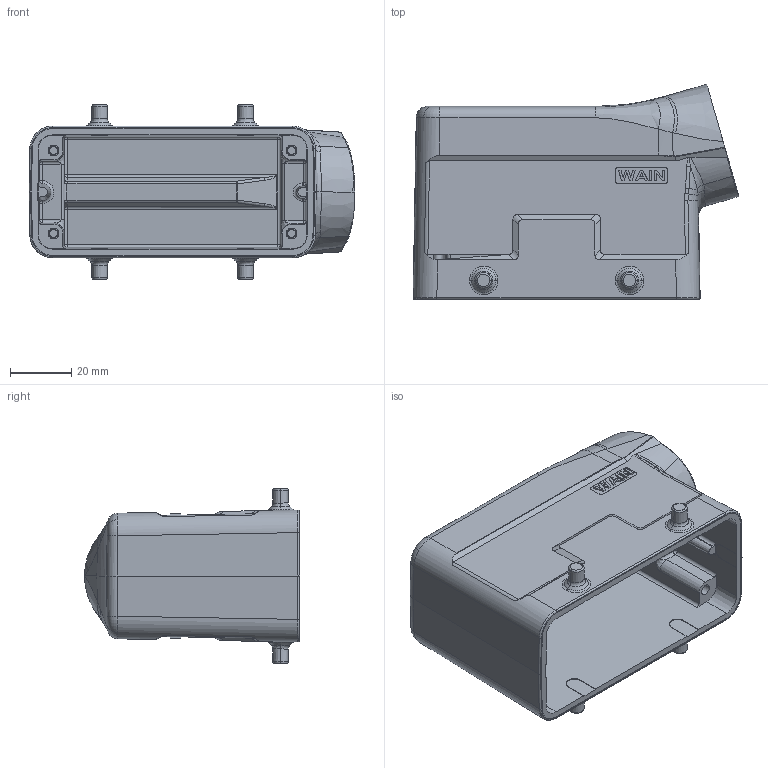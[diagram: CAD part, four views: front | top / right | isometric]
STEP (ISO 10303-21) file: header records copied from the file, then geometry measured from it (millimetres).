
FILE_DESCRIPTION((''),'2;1');
FILE_NAME('3D_1111165301001_W16B-SE-4B-M25','2018-12-28T',('lishuang.ye'),(''),'PRO/ENGINEER BY PARAMETRIC TECHNOLOGY CORPORATION, 2010180','PRO/ENGINEER BY PARAMETRIC TECHNOLOGY CORPORATION, 2010180','');
FILE_SCHEMA(('AUTOMOTIVE_DESIGN_CC2 { 1 2 10303 214 -1 1 5 2 }'));
Length unit declared in the file: millimetre
Products named in the file (1): 3D_1111165301001_W16B-SE-4B-M25
Bounding box: 106.1 x 70.09 x 57 mm (x, y, z)
Volume: 69424.4 mm3; surface area: 40086 mm2
Topology: 1 solids, 1 shells, 445 faces, 1129 edges, 697 vertices
Faces by surface type: plane 196, cylinder 111, bspline 72, cone 28, torus 20, sphere 18
Entity records: 18378 total; most frequent: CARTESIAN_POINT 8086, ORIENTED_EDGE 2226, DIRECTION 1840, EDGE_CURVE 1113, VERTEX_POINT 697, VECTOR 628, LINE 628, AXIS2_PLACEMENT_3D 606
